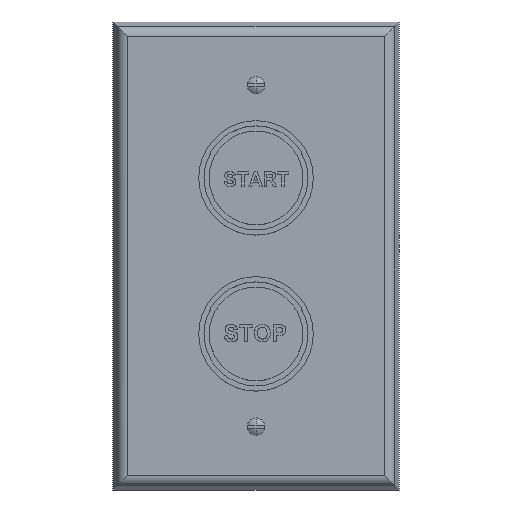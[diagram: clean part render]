
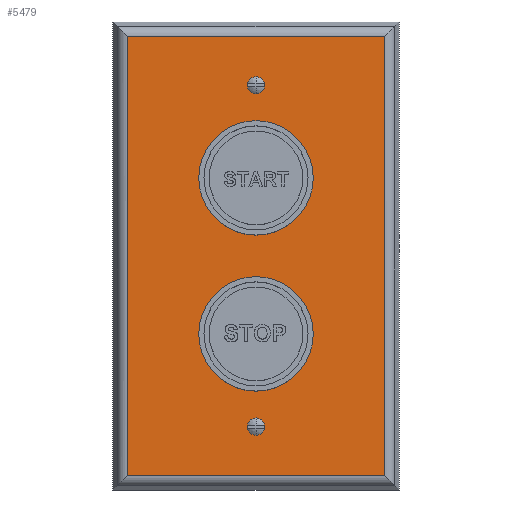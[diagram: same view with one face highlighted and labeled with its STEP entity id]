
A CAD part, top view. The second image highlights one B-rep face of the part: STEP entity #5479.
In plain terms, the highlighted planar face has unit normal (0, 0, 1).
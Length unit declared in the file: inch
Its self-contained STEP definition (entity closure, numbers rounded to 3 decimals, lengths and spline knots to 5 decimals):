
#5005 = VERTEX_POINT ( 'NONE', #6756 ) ;
#5007 = EDGE_CURVE ( 'NONE', #5005, #5008, #6724, .T. ) ;
#5008 = VERTEX_POINT ( 'NONE', #6719 ) ;
#5066 = VERTEX_POINT ( 'NONE', #6918 ) ;
#5144 = VERTEX_POINT ( 'NONE', #7173 ) ;
#5152 = VERTEX_POINT ( 'NONE', #7190 ) ;
#5154 = EDGE_CURVE ( 'NONE', #5152, #5155, #7189, .T. ) ;
#5155 = VERTEX_POINT ( 'NONE', #7239 ) ;
#5159 = VERTEX_POINT ( 'NONE', #7234 ) ;
#5168 = EDGE_CURVE ( 'NONE', #5159, #5144, #7252, .T. ) ;
#5275 = VERTEX_POINT ( 'NONE', #7756 ) ;
#5290 = EDGE_CURVE ( 'NONE', #5275, #5066, #7717, .T. ) ;
#5434 = ORIENTED_EDGE ( 'NONE', *, *, #5435, .F. ) ;
#5435 = EDGE_CURVE ( 'NONE', #5008, #5005, #8220, .T. ) ;
#5479 = ADVANCED_FACE ( 'NONE', ( #8367, #8366, #8365, #8364, #8363 ), #8345, .T. ) ;
#5480 = EDGE_LOOP ( 'NONE', ( #5434, #5652 ) ) ;
#5547 = ORIENTED_EDGE ( 'NONE', *, *, #5548, .T. ) ;
#5548 = EDGE_CURVE ( 'NONE', #5626, #5549, #8375, .T. ) ;
#5549 = VERTEX_POINT ( 'NONE', #8653 ) ;
#5550 = ORIENTED_EDGE ( 'NONE', *, *, #5551, .T. ) ;
#5551 = EDGE_CURVE ( 'NONE', #5549, #5552, #8652, .T. ) ;
#5552 = VERTEX_POINT ( 'NONE', #8648 ) ;
#5553 = ORIENTED_EDGE ( 'NONE', *, *, #5554, .T. ) ;
#5554 = EDGE_CURVE ( 'NONE', #5552, #5664, #8647, .T. ) ;
#5555 = EDGE_LOOP ( 'NONE', ( #5556, #5558 ) ) ;
#5556 = ORIENTED_EDGE ( 'NONE', *, *, #5557, .F. ) ;
#5557 = EDGE_CURVE ( 'NONE', #5144, #5159, #8643, .T. ) ;
#5558 = ORIENTED_EDGE ( 'NONE', *, *, #5168, .F. ) ;
#5626 = VERTEX_POINT ( 'NONE', #8769 ) ;
#5652 = ORIENTED_EDGE ( 'NONE', *, *, #5007, .F. ) ;
#5653 = EDGE_LOOP ( 'NONE', ( #5654, #5656 ) ) ;
#5654 = ORIENTED_EDGE ( 'NONE', *, *, #5655, .F. ) ;
#5655 = EDGE_CURVE ( 'NONE', #5066, #5275, #8893, .T. ) ;
#5656 = ORIENTED_EDGE ( 'NONE', *, *, #5290, .F. ) ;
#5657 = EDGE_LOOP ( 'NONE', ( #5658, #5660 ) ) ;
#5658 = ORIENTED_EDGE ( 'NONE', *, *, #5659, .F. ) ;
#5659 = EDGE_CURVE ( 'NONE', #5155, #5152, #8888, .T. ) ;
#5660 = ORIENTED_EDGE ( 'NONE', *, *, #5154, .F. ) ;
#5661 = EDGE_LOOP ( 'NONE', ( #5662, #5547, #5550, #5553 ) ) ;
#5662 = ORIENTED_EDGE ( 'NONE', *, *, #5663, .T. ) ;
#5663 = EDGE_CURVE ( 'NONE', #5664, #5626, #8884, .T. ) ;
#5664 = VERTEX_POINT ( 'NONE', #8880 ) ;
#6719 = CARTESIAN_POINT ( 'NONE',  ( -0.55, -0.75, 0.188 ) ) ;
#6720 = DIRECTION ( 'NONE',  ( 1., 0., 0. ) ) ;
#6721 = DIRECTION ( 'NONE',  ( 0., 0., 1. ) ) ;
#6722 = CARTESIAN_POINT ( 'NONE',  ( 0., -0.75, 0.188 ) ) ;
#6723 = AXIS2_PLACEMENT_3D ( 'NONE', #6722, #6721, #6720 ) ;
#6724 = CIRCLE ( 'NONE', #6723, 0.55 ) ;
#6756 = CARTESIAN_POINT ( 'NONE',  ( 0.55, -0.75, 0.188 ) ) ;
#6918 = CARTESIAN_POINT ( 'NONE',  ( 0., -1.7234, 0.188 ) ) ;
#7173 = CARTESIAN_POINT ( 'NONE',  ( -0.55, 0.75, 0.188 ) ) ;
#7186 = DIRECTION ( 'NONE',  ( 0., 0., 1. ) ) ;
#7187 = CARTESIAN_POINT ( 'NONE',  ( 0., 1.64062, 0.188 ) ) ;
#7188 = AXIS2_PLACEMENT_3D ( 'NONE', #7187, #7186, #7240 ) ;
#7189 = CIRCLE ( 'NONE', #7188, 0.08277 ) ;
#7190 = CARTESIAN_POINT ( 'NONE',  ( 0., 1.55785, 0.188 ) ) ;
#7234 = CARTESIAN_POINT ( 'NONE',  ( 0.55, 0.75, 0.188 ) ) ;
#7239 = CARTESIAN_POINT ( 'NONE',  ( 0., 1.7234, 0.188 ) ) ;
#7240 = DIRECTION ( 'NONE',  ( 1., 0., 0. ) ) ;
#7248 = DIRECTION ( 'NONE',  ( 1., 0., 0. ) ) ;
#7249 = DIRECTION ( 'NONE',  ( 0., 0., 1. ) ) ;
#7250 = CARTESIAN_POINT ( 'NONE',  ( 0., 0.75, 0.188 ) ) ;
#7251 = AXIS2_PLACEMENT_3D ( 'NONE', #7250, #7249, #7248 ) ;
#7252 = CIRCLE ( 'NONE', #7251, 0.55 ) ;
#7713 = DIRECTION ( 'NONE',  ( 1., 0., 0. ) ) ;
#7714 = DIRECTION ( 'NONE',  ( 0., 0., 1. ) ) ;
#7715 = CARTESIAN_POINT ( 'NONE',  ( 0., -1.64062, 0.188 ) ) ;
#7716 = AXIS2_PLACEMENT_3D ( 'NONE', #7715, #7714, #7713 ) ;
#7717 = CIRCLE ( 'NONE', #7716, 0.08277 ) ;
#7756 = CARTESIAN_POINT ( 'NONE',  ( 0., -1.55785, 0.188 ) ) ;
#8216 = DIRECTION ( 'NONE',  ( 1., 0., 0. ) ) ;
#8217 = DIRECTION ( 'NONE',  ( 0., 0., 1. ) ) ;
#8218 = CARTESIAN_POINT ( 'NONE',  ( 0., -0.75, 0.188 ) ) ;
#8219 = AXIS2_PLACEMENT_3D ( 'NONE', #8218, #8217, #8216 ) ;
#8220 = CIRCLE ( 'NONE', #8219, 0.55 ) ;
#8341 = DIRECTION ( 'NONE',  ( 1., 0., 0. ) ) ;
#8342 = DIRECTION ( 'NONE',  ( 0., 0., 1. ) ) ;
#8343 = CARTESIAN_POINT ( 'NONE',  ( -1.375, -2.25, 0.188 ) ) ;
#8344 = AXIS2_PLACEMENT_3D ( 'NONE', #8343, #8342, #8341 ) ;
#8345 = PLANE ( 'NONE',  #8344 ) ;
#8363 = FACE_BOUND ( 'NONE', #5555, .T. ) ;
#8364 = FACE_OUTER_BOUND ( 'NONE', #5661, .T. ) ;
#8365 = FACE_BOUND ( 'NONE', #5657, .T. ) ;
#8366 = FACE_BOUND ( 'NONE', #5653, .T. ) ;
#8367 = FACE_BOUND ( 'NONE', #5480, .T. ) ;
#8372 = DIRECTION ( 'NONE',  ( 0., 1., 0. ) ) ;
#8373 = VECTOR ( 'NONE', #8372, 39.37008 ) ;
#8374 = CARTESIAN_POINT ( 'NONE',  ( 1.23655, 2.18157, 0.188 ) ) ;
#8375 = LINE ( 'NONE', #8374, #8373 ) ;
#8639 = DIRECTION ( 'NONE',  ( 1., 0., 0. ) ) ;
#8640 = DIRECTION ( 'NONE',  ( 0., 0., 1. ) ) ;
#8641 = CARTESIAN_POINT ( 'NONE',  ( 0., 0.75, 0.188 ) ) ;
#8642 = AXIS2_PLACEMENT_3D ( 'NONE', #8641, #8640, #8639 ) ;
#8643 = CIRCLE ( 'NONE', #8642, 0.55 ) ;
#8644 = DIRECTION ( 'NONE',  ( 0., -1., 0. ) ) ;
#8645 = VECTOR ( 'NONE', #8644, 39.37008 ) ;
#8646 = CARTESIAN_POINT ( 'NONE',  ( -1.23655, -2.18157, 0.188 ) ) ;
#8647 = LINE ( 'NONE', #8646, #8645 ) ;
#8648 = CARTESIAN_POINT ( 'NONE',  ( -1.23655, 2.11155, 0.188 ) ) ;
#8649 = DIRECTION ( 'NONE',  ( -1., 0., 0. ) ) ;
#8650 = VECTOR ( 'NONE', #8649, 39.37008 ) ;
#8651 = CARTESIAN_POINT ( 'NONE',  ( -1.30657, 2.11155, 0.188 ) ) ;
#8652 = LINE ( 'NONE', #8651, #8650 ) ;
#8653 = CARTESIAN_POINT ( 'NONE',  ( 1.23655, 2.11155, 0.188 ) ) ;
#8769 = CARTESIAN_POINT ( 'NONE',  ( 1.23655, -2.11155, 0.188 ) ) ;
#8880 = CARTESIAN_POINT ( 'NONE',  ( -1.23655, -2.11155, 0.188 ) ) ;
#8881 = DIRECTION ( 'NONE',  ( 1., 0., 0. ) ) ;
#8882 = VECTOR ( 'NONE', #8881, 39.37008 ) ;
#8883 = CARTESIAN_POINT ( 'NONE',  ( 1.30657, -2.11155, 0.188 ) ) ;
#8884 = LINE ( 'NONE', #8883, #8882 ) ;
#8885 = DIRECTION ( 'NONE',  ( 1., 0., 0. ) ) ;
#8886 = DIRECTION ( 'NONE',  ( 0., 0., 1. ) ) ;
#8887 = AXIS2_PLACEMENT_3D ( 'NONE', #8894, #8886, #8885 ) ;
#8888 = CIRCLE ( 'NONE', #8887, 0.08277 ) ;
#8889 = DIRECTION ( 'NONE',  ( 1., 0., 0. ) ) ;
#8890 = DIRECTION ( 'NONE',  ( 0., 0., 1. ) ) ;
#8891 = CARTESIAN_POINT ( 'NONE',  ( 0., -1.64062, 0.188 ) ) ;
#8892 = AXIS2_PLACEMENT_3D ( 'NONE', #8891, #8890, #8889 ) ;
#8893 = CIRCLE ( 'NONE', #8892, 0.08277 ) ;
#8894 = CARTESIAN_POINT ( 'NONE',  ( 0., 1.64062, 0.188 ) ) ;
